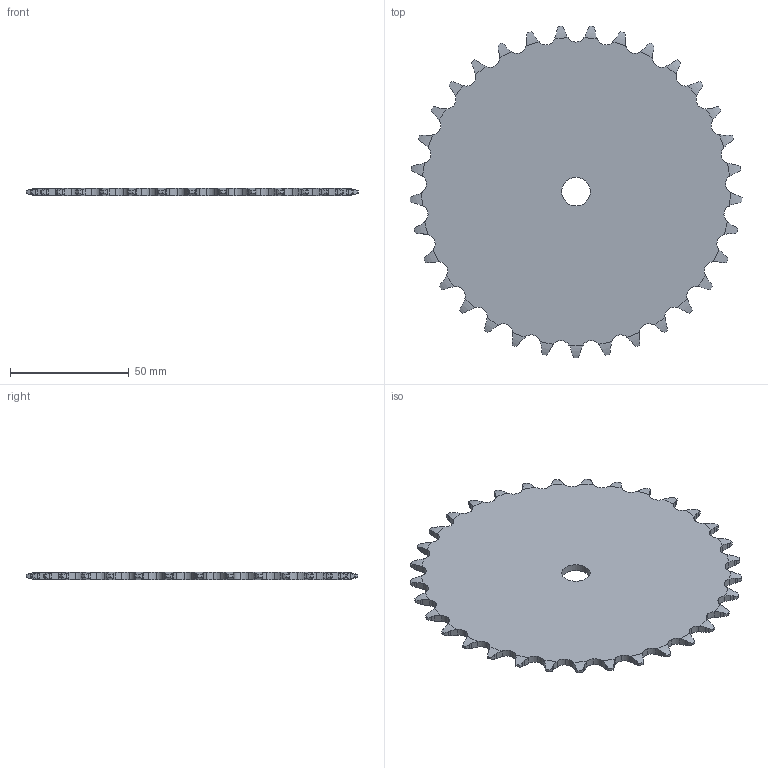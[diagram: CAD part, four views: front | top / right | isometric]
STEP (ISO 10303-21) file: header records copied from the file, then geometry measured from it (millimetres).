
FILE_DESCRIPTION(('FreeCAD Model'),'2;1');
FILE_NAME('Open CASCADE Shape Model','2022-02-12T11:01:36',('FreeCAD'),( 'FreeCAD'),'Open CASCADE STEP processor 7.4','FreeCAD','Unknown');
FILE_SCHEMA(('AUTOMOTIVE_DESIGN { 1 0 10303 214 1 1 1 1 }'));
Length unit declared in the file: millimetre
Products named in the file (1): Open CASCADE STEP translator 7.4 26
Bounding box: 139.51 x 139.36 x 3 mm (x, y, z)
Volume: 39869.9 mm3; surface area: 28605.1 mm2
Topology: 1 solids, 1 shells, 366 faces, 1092 edges, 728 vertices
Faces by surface type: cylinder 232, plane 68, torus 66
Full cylindrical faces by diameter (mm): 12 x1
Entity records: 32748 total; most frequent: CARTESIAN_POINT 13719, DIRECTION 2888, ORIENTED_EDGE 2184, PCURVE 2184, DEFINITIONAL_REPRESENTATION 2184, LINE 1486, VECTOR 1486, B_SPLINE_CURVE_WITH_KNOTS 1188
